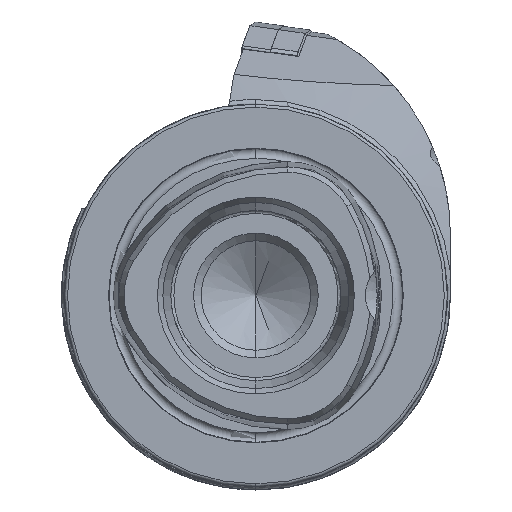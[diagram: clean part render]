
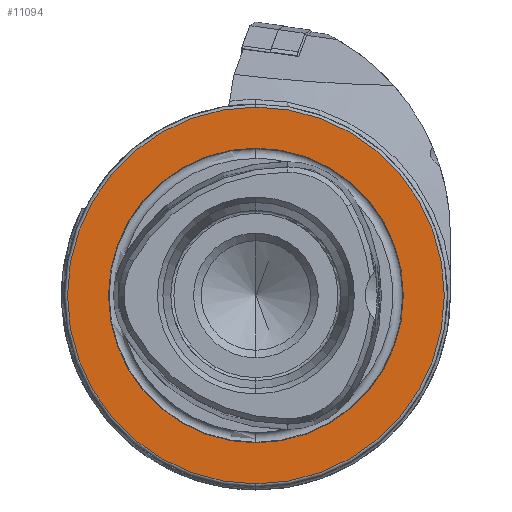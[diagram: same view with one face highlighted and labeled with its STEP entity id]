
A CAD part, left-side view. The second image highlights one B-rep face of the part: STEP entity #11094.
In plain terms, the highlighted planar face has unit normal (-1, 0, 0).
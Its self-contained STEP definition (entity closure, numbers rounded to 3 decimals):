
#138 = VERTEX_POINT ( 'NONE', #13376 ) ;
#543 = CARTESIAN_POINT ( 'NONE',  ( 0., 0., 0. ) ) ;
#544 = CARTESIAN_POINT ( 'NONE',  ( 0., 0., 0. ) ) ;
#709 = AXIS2_PLACEMENT_3D ( 'NONE', #5298, #12341, #5141 ) ;
#2357 = CARTESIAN_POINT ( 'NONE',  ( 0., 0., -31. ) ) ;
#2805 = EDGE_CURVE ( 'NONE', #11130, #15414, #14695, .T. ) ;
#3454 = CARTESIAN_POINT ( 'NONE',  ( 0., 0., 24.25 ) ) ;
#4282 = DIRECTION ( 'NONE',  ( 0., 0., -1. ) ) ;
#4575 = ORIENTED_EDGE ( 'NONE', *, *, #13034, .T. ) ;
#5141 = DIRECTION ( 'NONE',  ( 0., 0., 1. ) ) ;
#5245 = PLANE ( 'NONE',  #13981 ) ;
#5298 = CARTESIAN_POINT ( 'NONE',  ( 0., 0., 0. ) ) ;
#5449 = DIRECTION ( 'NONE',  ( 1., 0., 0. ) ) ;
#6597 = CIRCLE ( 'NONE', #11409, 31. ) ;
#6668 = CARTESIAN_POINT ( 'NONE',  ( 0., 0., -24.25 ) ) ;
#7385 = ORIENTED_EDGE ( 'NONE', *, *, #13059, .T. ) ;
#7756 = DIRECTION ( 'NONE',  ( -1., 0., 0. ) ) ;
#7807 = DIRECTION ( 'NONE',  ( 0., 0., 1. ) ) ;
#8728 = FACE_OUTER_BOUND ( 'NONE', #14991, .T. ) ;
#8809 = CARTESIAN_POINT ( 'NONE',  ( 0., 24.25, 0. ) ) ;
#8858 = DIRECTION ( 'NONE',  ( 0., 0., 1. ) ) ;
#10045 = AXIS2_PLACEMENT_3D ( 'NONE', #543, #7756, #8858 ) ;
#10066 = DIRECTION ( 'NONE',  ( -1., 0., 0. ) ) ;
#10138 = VERTEX_POINT ( 'NONE', #2357 ) ;
#10897 = CIRCLE ( 'NONE', #709, 31. ) ;
#11066 = EDGE_CURVE ( 'NONE', #15414, #11130, #15276, .T. ) ;
#11094 = ADVANCED_FACE ( 'NONE', ( #13061, #8728 ), #5245, .F. ) ;
#11130 = VERTEX_POINT ( 'NONE', #6668 ) ;
#11243 = DIRECTION ( 'NONE',  ( 0., 0., 1. ) ) ;
#11409 = AXIS2_PLACEMENT_3D ( 'NONE', #12395, #10066, #11243 ) ;
#12341 = DIRECTION ( 'NONE',  ( -1., 0., 0. ) ) ;
#12394 = AXIS2_PLACEMENT_3D ( 'NONE', #544, #12645, #7807 ) ;
#12395 = CARTESIAN_POINT ( 'NONE',  ( 0., 0., 0. ) ) ;
#12645 = DIRECTION ( 'NONE',  ( -1., 0., 0. ) ) ;
#12911 = ORIENTED_EDGE ( 'NONE', *, *, #11066, .F. ) ;
#13034 = EDGE_CURVE ( 'NONE', #138, #10138, #6597, .T. ) ;
#13059 = EDGE_CURVE ( 'NONE', #10138, #138, #10897, .T. ) ;
#13061 = FACE_BOUND ( 'NONE', #14959, .T. ) ;
#13376 = CARTESIAN_POINT ( 'NONE',  ( 0., 0., 31. ) ) ;
#13981 = AXIS2_PLACEMENT_3D ( 'NONE', #8809, #5449, #4282 ) ;
#14488 = ORIENTED_EDGE ( 'NONE', *, *, #2805, .F. ) ;
#14695 = CIRCLE ( 'NONE', #10045, 24.25 ) ;
#14959 = EDGE_LOOP ( 'NONE', ( #12911, #14488 ) ) ;
#14991 = EDGE_LOOP ( 'NONE', ( #4575, #7385 ) ) ;
#15276 = CIRCLE ( 'NONE', #12394, 24.25 ) ;
#15414 = VERTEX_POINT ( 'NONE', #3454 ) ;
